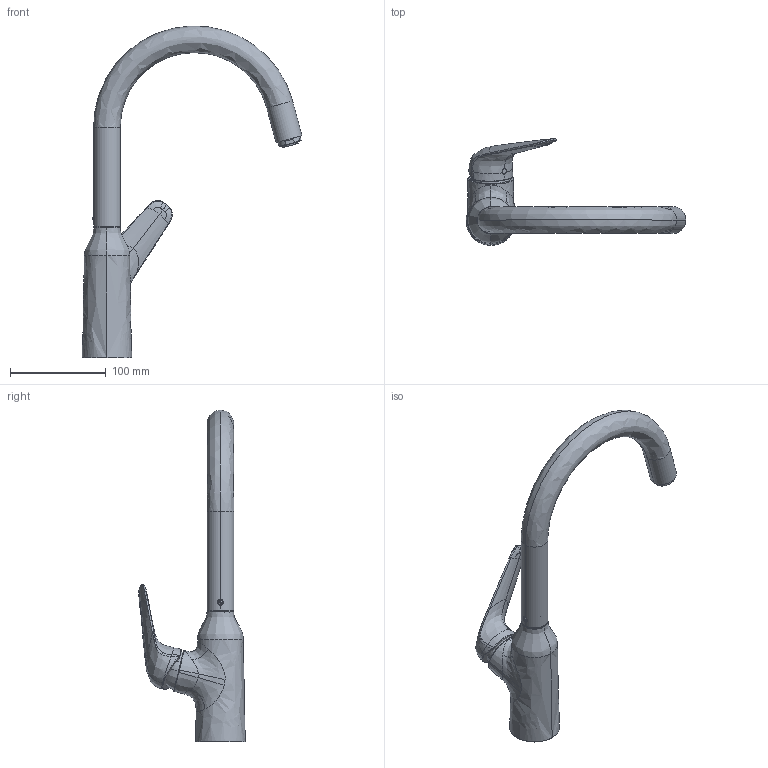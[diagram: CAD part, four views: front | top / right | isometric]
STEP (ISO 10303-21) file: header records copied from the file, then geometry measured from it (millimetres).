
FILE_DESCRIPTION(('CAx-IF Rec.Pracs.---Model Styling and Organization---1.2---2011-12-15','CAx-IF Rec.Pracs.---Geometric and Assembly Validation Properties---4.1---2014-06-16','CAx-IF Rec.Pracs.---PMI Polyline Presentation---2.0---2013-05-24'),'2;1');
FILE_NAME('1000123246_PPR_000.stp','2018-02-01T09:09:44+01:00',(''),(''),'STEP Interface 4.1 by CT CoreTechnologie','3D_Evolution4.1 by CT CoreTechnologie','');
FILE_SCHEMA(('AP203_CONFIGURATION_CONTROLLED_3D_DESIGN_OF_MECHANICAL_PARTS_AND_ASSEMBLIES_MIM_LF'));
Length unit declared in the file: millimetre
Products named in the file (16): P_2 KHM_Focus_Next_SA_220 M421-H220 1000123246_PPR_000_A0; P_2 Baugruppe_GK+Schwenkschaft_kpl. 1000123249_PPR_000_A0; P_2 GK_KHM_Focus_Next 1000123170_PPA_000_A0; P_2 Kappe Metropol S 1000074560_PPA_000_A0; P_2 Griff_M35_WTM_FocusE³ 1000112028_PPA_000_A0; P_2 HG Griffstopfen 1000084524_PPA_000_A0; P_2 Axialring_D27,8 KHM Variarc 3 1000111063_PPA_000_A0; P_2 Auslaufr._kpl_KHM_SA_240_Focus_Next 1000123250_PPR_000_A0; EBD_Auslauf_SA_240_Focus_Next 1000107512_PPA_000_A2; P_2 Loetnippel KHM Festauslauf Citterio 1000114140_PPA_000_A0; P_2 Perlatorbuchse 1000114940_PPA_000_A0; Blechschraube DIN7983-ST2,9x6,5-F-A2 1000010848_PPA_000_A0; P_2 SR_STD_SC__M24x1-m 1000085259_PPR_000_A1; P_2 Strahlreglerhuelse M24x1 (R02) 1000085260_PPA_000_A1; SR_STD_SC_2,2gpm-air_gelb 1000063090_PPA_000_A0; Flachdichtung d15xD21,3 (EB-2,4) 1000029262_PPA_000_A1
Assembly tree (15 placements, depth 3):
  P_2 KHM_Focus_Next_SA_220 M421-H220 1000123246_PPR_000_A0
    P_2 Baugruppe_GK+Schwenkschaft_kpl. 1000123249_PPR_000_A0
      P_2 GK_KHM_Focus_Next 1000123170_PPA_000_A0
    P_2 Kappe Metropol S 1000074560_PPA_000_A0
    P_2 Griff_M35_WTM_FocusE³ 1000112028_PPA_000_A0
    P_2 HG Griffstopfen 1000084524_PPA_000_A0
    P_2 Axialring_D27,8 KHM Variarc 3 1000111063_PPA_000_A0
    P_2 Auslaufr._kpl_KHM_SA_240_Focus_Next 1000123250_PPR_000_A0
      EBD_Auslauf_SA_240_Focus_Next 1000107512_PPA_000_A2
      P_2 Loetnippel KHM Festauslauf Citterio 1000114140_PPA_000_A0
      P_2 Perlatorbuchse 1000114940_PPA_000_A0
    Blechschraube DIN7983-ST2,9x6,5-F-A2 1000010848_PPA_000_A0
    P_2 SR_STD_SC__M24x1-m 1000085259_PPR_000_A1
      P_2 Strahlreglerhuelse M24x1 (R02) 1000085260_PPA_000_A1
      SR_STD_SC_2,2gpm-air_gelb 1000063090_PPA_000_A0
      Flachdichtung d15xD21,3 (EB-2,4) 1000029262_PPA_000_A1
Bounding box: 230.13 x 111.45 x 347.59 mm (x, y, z)
Volume: 404976.4 mm3; surface area: 123760.8 mm2
Topology: 12 solids, 12 shells, 1098 faces, 2951 edges, 1874 vertices
Faces by surface type: plane 486, cylinder 361, bspline 251
Entity records: 56761 total; most frequent: CARTESIAN_POINT 16438, ORIENTED_EDGE 5894, DIRECTION 5585, EDGE_CURVE 2947, AXIS2_PLACEMENT_3D 1987, VERTEX_POINT 1874, VECTOR 1611, LINE 1611
